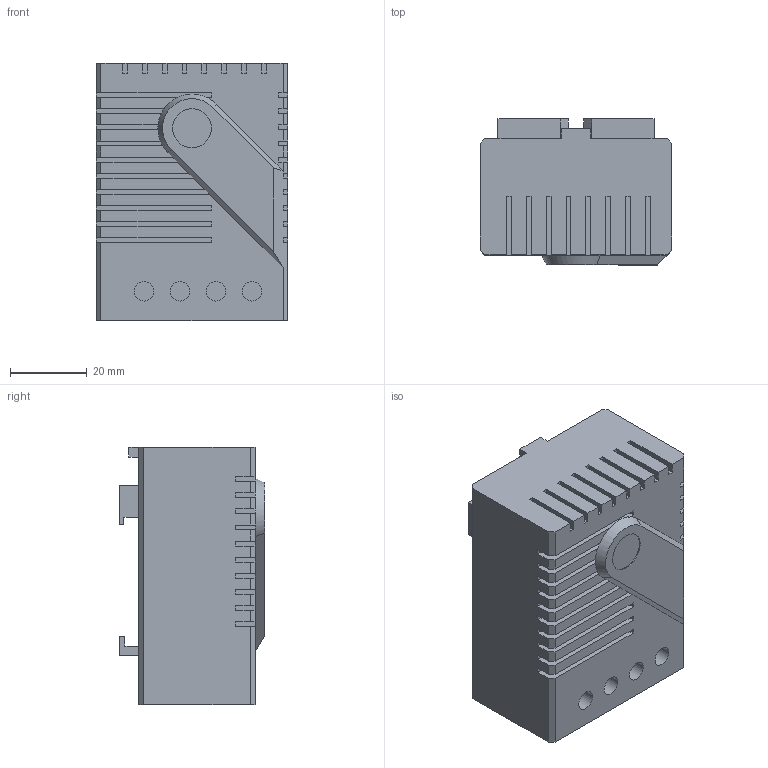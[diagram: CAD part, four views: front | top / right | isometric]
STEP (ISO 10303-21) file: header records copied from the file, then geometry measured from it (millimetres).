
FILE_DESCRIPTION(('starvars output'),'2;1');
FILE_NAME('cv20170907134720000074117.stp','13:47:20 2017/09/07',( 'Thomas Industrial Network Germany GmbH'),( 'Thomas Industrial Network Germany GmbH'),'unknown preprocess','ACIS' ,'unknown authorization');
FILE_SCHEMA(('AUTOMOTIVE_DESIGN_CC2 {UNKNOWN IMPLEMENTATION LEVEL}'));
Length unit declared in the file: millimetre
Products named in the file (1): PRODUCT_ID_2
Bounding box: 50 x 38 x 67 mm (x, y, z)
Volume: 100370.3 mm3; surface area: 20099.6 mm2
Topology: 1 solids, 1 shells, 223 faces, 610 edges, 402 vertices
Faces by surface type: plane 204, cylinder 18, cone 1
Entity records: 8188 total; most frequent: ORIENTED_EDGE 1220, CARTESIAN_POINT 1099, DIRECTION 893, EDGE_CURVE 610, VECTOR 501, LINE 501, VERTEX_POINT 402, EDGE_LOOP 236
